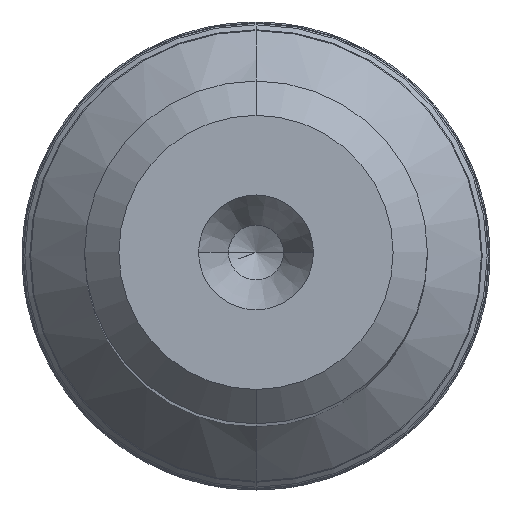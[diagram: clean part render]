
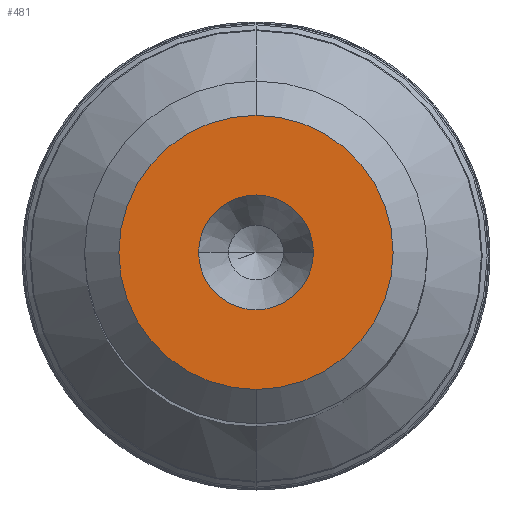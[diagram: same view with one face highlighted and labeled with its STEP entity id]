
A CAD part, top view. The second image highlights one B-rep face of the part: STEP entity #481.
In plain terms, the highlighted face is planar.
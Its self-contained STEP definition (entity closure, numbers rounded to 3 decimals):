
#28=CARTESIAN_POINT('',(0.,0.,0.));
#29=DIRECTION('',(0.,0.,1.));
#30=DIRECTION('',(0.,-1.,0.));
#31=AXIS2_PLACEMENT_3D('',#28,#29,#30);
#36=CARTESIAN_POINT('',(0.,0.,0.));
#37=DIRECTION('',(0.,0.,1.));
#38=DIRECTION('',(0.,1.,0.));
#39=AXIS2_PLACEMENT_3D('',#36,#37,#38);
#44=CARTESIAN_POINT('',(0.,0.,0.));
#45=DIRECTION('',(0.,0.,-1.));
#46=DIRECTION('',(1.,0.,0.));
#47=AXIS2_PLACEMENT_3D('',#44,#45,#46);
#52=CARTESIAN_POINT('',(0.,0.,0.));
#53=DIRECTION('',(0.,0.,-1.));
#54=DIRECTION('',(-1.,0.,0.));
#55=AXIS2_PLACEMENT_3D('',#52,#53,#54);
#448=CARTESIAN_POINT('',(1.675,0.,0.));
#449=VERTEX_POINT('',#448);
#450=CARTESIAN_POINT('',(-1.675,0.,0.));
#451=VERTEX_POINT('',#450);
#456=CARTESIAN_POINT('',(0.,-4.,0.));
#457=CARTESIAN_POINT('',(0.,4.,0.));
#458=VERTEX_POINT('',#456);
#459=VERTEX_POINT('',#457);
#464=CARTESIAN_POINT('',(0.,0.,0.));
#465=DIRECTION('',(0.,0.,-1.));
#466=DIRECTION('',(0.,-1.,0.));
#467=AXIS2_PLACEMENT_3D('',#464,#465,#466);
#468=PLANE('',#467);
#470=ORIENTED_EDGE('',*,*,#469,.T.);
#472=ORIENTED_EDGE('',*,*,#471,.T.);
#473=EDGE_LOOP('',(#470,#472));
#474=FACE_OUTER_BOUND('',#473,.F.);
#476=ORIENTED_EDGE('',*,*,#475,.T.);
#478=ORIENTED_EDGE('',*,*,#477,.T.);
#479=EDGE_LOOP('',(#476,#478));
#480=FACE_BOUND('',#479,.F.);
#481=ADVANCED_FACE('',(#474,#480),#468,.T.);
#32=CIRCLE('',#31,4.);
#40=CIRCLE('',#39,4.);
#48=CIRCLE('',#47,1.675);
#56=CIRCLE('',#55,1.675);
#469=EDGE_CURVE('',#458,#459,#32,.T.);
#471=EDGE_CURVE('',#459,#458,#40,.T.);
#475=EDGE_CURVE('',#449,#451,#48,.T.);
#477=EDGE_CURVE('',#451,#449,#56,.T.);
